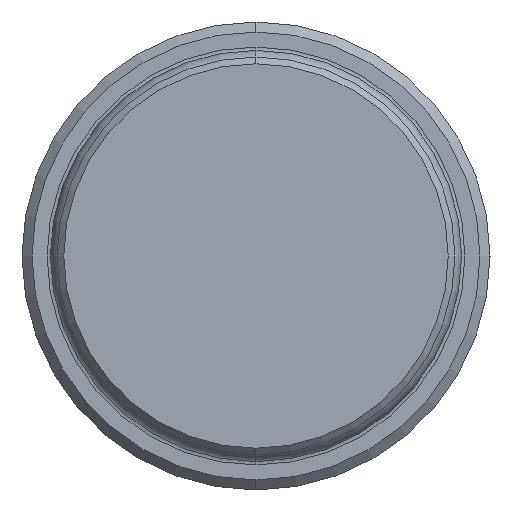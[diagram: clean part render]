
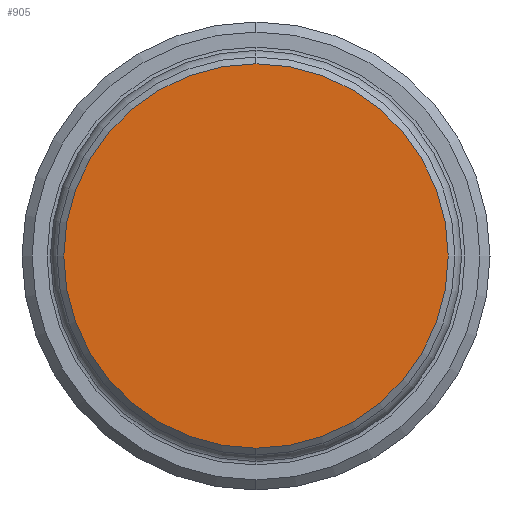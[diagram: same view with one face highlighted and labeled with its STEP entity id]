
A CAD part, left-side view. The second image highlights one B-rep face of the part: STEP entity #905.
In plain terms, the highlighted planar face has unit normal (-1, 0, 0).
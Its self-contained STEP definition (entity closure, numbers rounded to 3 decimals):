
#74 = EDGE_CURVE ( 'NONE', #755, #792, #754, .T. ) ;
#99 = CARTESIAN_POINT ( 'NONE',  ( -5.6, 0., -5.75 ) ) ;
#134 = CARTESIAN_POINT ( 'NONE',  ( -5.6, 0., 0. ) ) ;
#169 = EDGE_LOOP ( 'NONE', ( #733, #253 ) ) ;
#176 = CARTESIAN_POINT ( 'NONE',  ( -5.6, 0., 5.75 ) ) ;
#212 = AXIS2_PLACEMENT_3D ( 'NONE', #438, #378, #454 ) ;
#253 = ORIENTED_EDGE ( 'NONE', *, *, #74, .T. ) ;
#291 = EDGE_CURVE ( 'NONE', #792, #755, #441, .T. ) ;
#378 = DIRECTION ( 'NONE',  ( -1., 0., 0. ) ) ;
#438 = CARTESIAN_POINT ( 'NONE',  ( -5.6, 0., 0. ) ) ;
#441 = CIRCLE ( 'NONE', #729, 5.75 ) ;
#454 = DIRECTION ( 'NONE',  ( 0., 0., 1. ) ) ;
#542 = PLANE ( 'NONE',  #665 ) ;
#588 = DIRECTION ( 'NONE',  ( -1., 0., 0. ) ) ;
#591 = DIRECTION ( 'NONE',  ( 0., 0., 1. ) ) ;
#665 = AXIS2_PLACEMENT_3D ( 'NONE', #929, #869, #703 ) ;
#703 = DIRECTION ( 'NONE',  ( 0., 0., -1. ) ) ;
#729 = AXIS2_PLACEMENT_3D ( 'NONE', #134, #588, #591 ) ;
#733 = ORIENTED_EDGE ( 'NONE', *, *, #291, .T. ) ;
#754 = CIRCLE ( 'NONE', #212, 5.75 ) ;
#755 = VERTEX_POINT ( 'NONE', #176 ) ;
#792 = VERTEX_POINT ( 'NONE', #99 ) ;
#869 = DIRECTION ( 'NONE',  ( 1., 0., 0. ) ) ;
#905 = ADVANCED_FACE ( 'NONE', ( #953 ), #542, .F. ) ;
#929 = CARTESIAN_POINT ( 'NONE',  ( -5.6, 0., 0. ) ) ;
#953 = FACE_OUTER_BOUND ( 'NONE', #169, .T. ) ;
